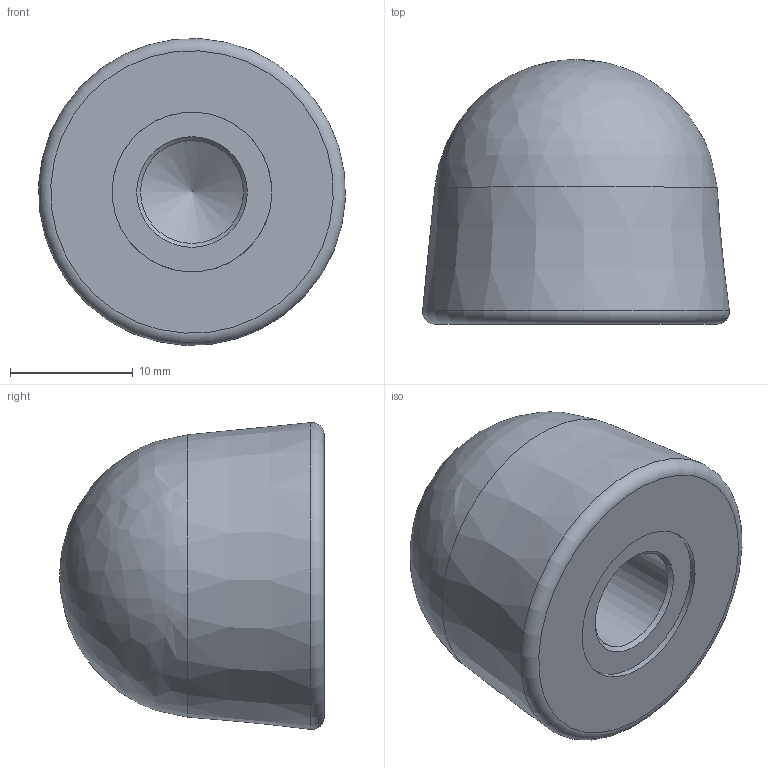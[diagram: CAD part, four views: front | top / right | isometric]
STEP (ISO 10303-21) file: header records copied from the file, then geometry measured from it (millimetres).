
FILE_DESCRIPTION(/* description */ (''),/* implementation_level */ '2;1');
FILE_NAME(/* name */ 'NR10.stp',/* time_stamp */ '2021-10-29T11:48:30+01:00',/* author */ ('Sandfield Engineering'),/* organization */ ('Sandfield Engineering'),/* preprocessor_version */ 'ST-DEVELOPER v18.1',/* originating_system */ 'Autodesk Inventor 2021',/* authorisation */ '');
FILE_SCHEMA (('AUTOMOTIVE_DESIGN { 1 0 10303 214 3 1 1 }'));
Length unit declared in the file: millimetre
Products named in the file (1): NR10
Bounding box: 24.95 x 21.5 x 24.95 mm (x, y, z)
Volume: 7068.3 mm3; surface area: 2386.6 mm2
Topology: 1 solids, 1 shells, 9 faces, 26 edges, 19 vertices
Faces by surface type: cone 3, cylinder 2, plane 2, torus 1, bspline 1
Full cylindrical faces by diameter (mm): 8.376 x1, 13 x1
Entity records: 384 total; most frequent: CARTESIAN_POINT 79, DIRECTION 61, ORIENTED_EDGE 48, AXIS2_PLACEMENT_3D 28, EDGE_CURVE 24, CIRCLE 19, VERTEX_POINT 19, EDGE_LOOP 11
